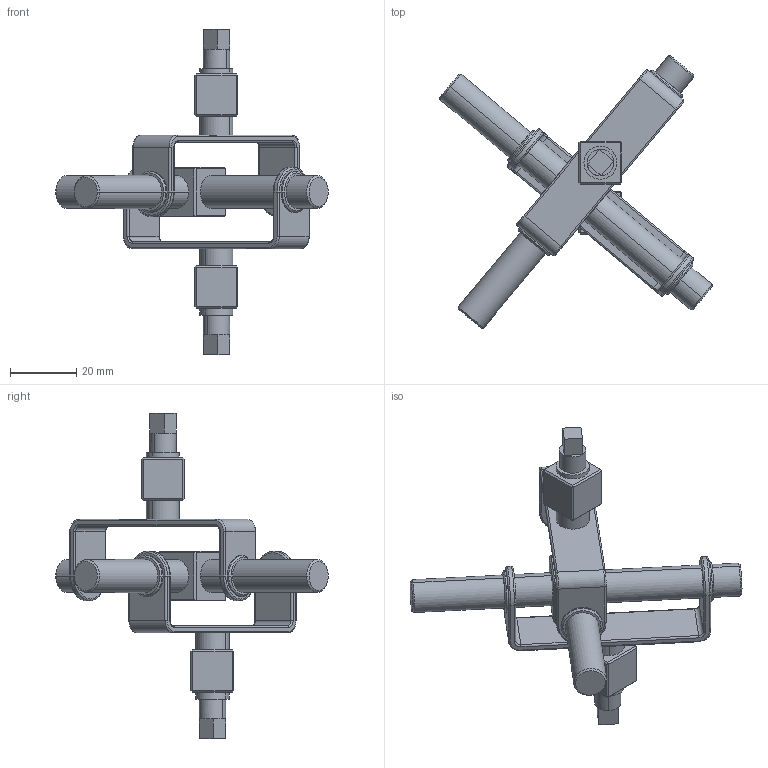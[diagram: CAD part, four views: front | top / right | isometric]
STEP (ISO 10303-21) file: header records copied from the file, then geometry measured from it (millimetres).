
FILE_DESCRIPTION (( 'STEP AP214' ), '1' );
FILE_NAME ('214103229.STEP', '2022-02-11T11:10:17', ( '' ), ( '' ), 'SwSTEP 2.0', 'SolidWorks 2019', '' );
FILE_SCHEMA (( 'AUTOMOTIVE_DESIGN' ));
Length unit declared in the file: millimetre
Products named in the file (4): Bearing; Flange; 214103229; Rotating link
Assembly tree (5 placements, depth 2):
  214103229
    Flange  x2
    Bearing  x2
    Rotating link
Bounding box: 82.42 x 82.42 x 98.4 mm (x, y, z)
Volume: 29214.9 mm3; surface area: 17609.5 mm2
Topology: 5 solids, 5 shells, 231 faces, 479 edges, 270 vertices
Faces by surface type: plane 119, cylinder 72, torus 24, cone 16
Entity records: 3712 total; most frequent: DIRECTION 679, CARTESIAN_POINT 584, ORIENTED_EDGE 562, EDGE_CURVE 281, AXIS2_PLACEMENT_3D 253, LINE 173, VECTOR 173, VERTEX_POINT 158
